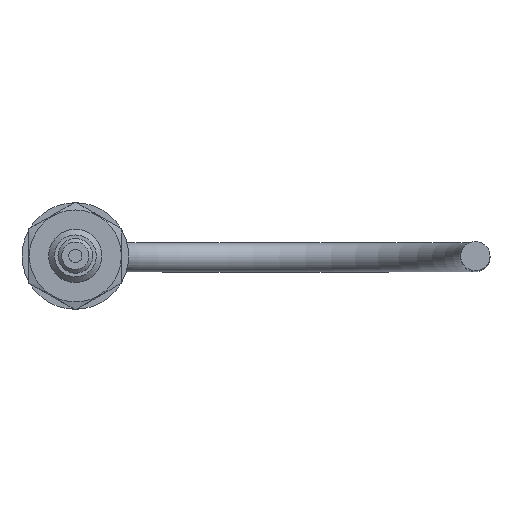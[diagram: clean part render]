
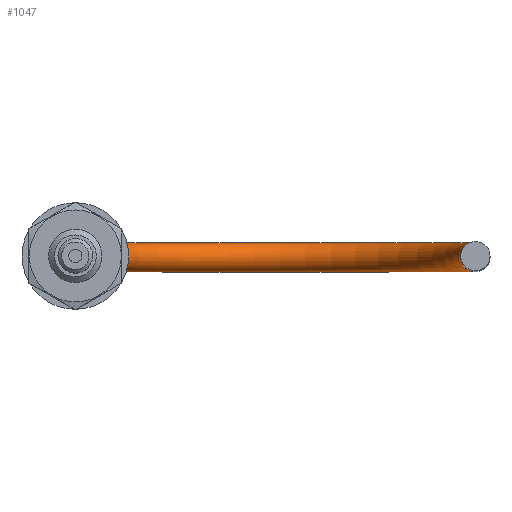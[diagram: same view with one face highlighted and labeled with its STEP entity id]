
A CAD part, top view. The second image highlights one B-rep face of the part: STEP entity #1047.
In plain terms, the highlighted toroidal (fillet/blend) face has major radius 15 mm and minor radius 1.1 mm.
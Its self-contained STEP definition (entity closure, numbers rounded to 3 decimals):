
#196=TOROIDAL_SURFACE('',#1168,15.,1.1);
#261=ORIENTED_EDGE('',*,*,#526,.T.);
#262=ORIENTED_EDGE('',*,*,#525,.T.);
#525=EDGE_CURVE('',#665,#665,#767,.T.);
#526=EDGE_CURVE('',#666,#666,#768,.T.);
#665=VERTEX_POINT('',#1646);
#666=VERTEX_POINT('',#1649);
#767=CIRCLE('',#1167,1.1);
#768=CIRCLE('',#1169,1.1);
#841=EDGE_LOOP('',(#261));
#842=EDGE_LOOP('',(#262));
#935=FACE_BOUND('',#841,.T.);
#936=FACE_BOUND('',#842,.T.);
#1047=ADVANCED_FACE('',(#935,#936),#196,.T.);
#1167=AXIS2_PLACEMENT_3D('',#1645,#1330,#1331);
#1168=AXIS2_PLACEMENT_3D('',#1647,#1332,#1333);
#1169=AXIS2_PLACEMENT_3D('',#1648,#1334,#1335);
#1330=DIRECTION('',(0.,0.,-1.));
#1331=DIRECTION('',(-1.,0.,0.));
#1332=DIRECTION('',(0.,1.,0.));
#1333=DIRECTION('',(0.,0.,1.));
#1334=DIRECTION('',(0.,0.,-1.));
#1335=DIRECTION('',(-1.,0.,0.));
#1645=CARTESIAN_POINT('',(0.,0.,-45.));
#1646=CARTESIAN_POINT('',(-1.1,0.,-45.));
#1647=CARTESIAN_POINT('',(15.,0.,-45.));
#1648=CARTESIAN_POINT('',(30.,0.,-45.));
#1649=CARTESIAN_POINT('',(28.9,0.,-45.));
